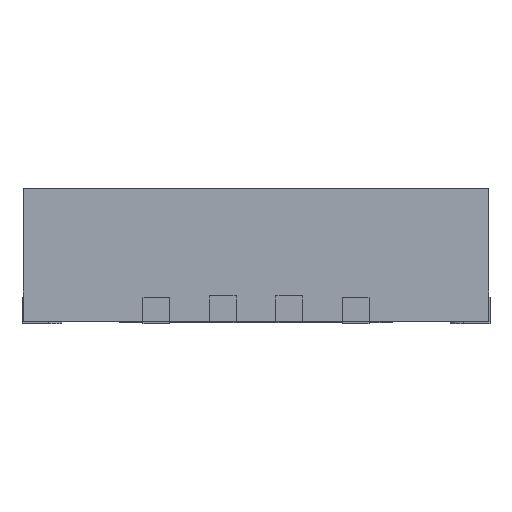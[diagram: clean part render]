
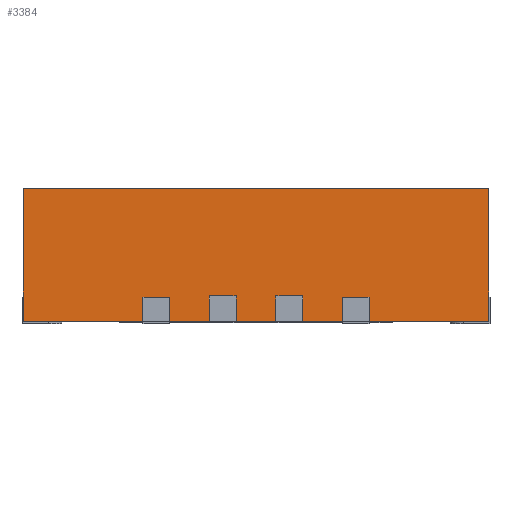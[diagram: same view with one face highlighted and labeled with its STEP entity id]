
A CAD part, left-side view. The second image highlights one B-rep face of the part: STEP entity #3384.
In plain terms, the highlighted planar face has unit normal (-1, 0, 0).
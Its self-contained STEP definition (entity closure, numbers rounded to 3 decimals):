
#1055 = ORIENTED_EDGE ( 'NONE', *, *, #6726, .F. ) ;
#1914 = EDGE_CURVE ( 'NONE', #23180, #11756, #1946, .T. ) ;
#1946 = LINE ( 'NONE', #23040, #12053 ) ;
#2482 = LINE ( 'NONE', #17634, #4978 ) ;
#3384 = ADVANCED_FACE ( 'NONE', ( #15996 ), #13652, .F. ) ;
#3880 = DIRECTION ( 'NONE',  ( 0., -1., 0. ) ) ;
#4047 = DIRECTION ( 'NONE',  ( 0., 0., -1. ) ) ;
#4098 = EDGE_CURVE ( 'NONE', #23180, #14048, #24496, .T. ) ;
#4325 = CARTESIAN_POINT ( 'NONE',  ( -1.75, 1.75, 0. ) ) ;
#4978 = VECTOR ( 'NONE', #15737, 1000. ) ;
#5471 = ORIENTED_EDGE ( 'NONE', *, *, #4098, .F. ) ;
#6726 = EDGE_CURVE ( 'NONE', #14048, #11620, #2482, .T. ) ;
#6893 = EDGE_LOOP ( 'NONE', ( #10803, #1055, #5471, #13363 ) ) ;
#7520 = LINE ( 'NONE', #17072, #11881 ) ;
#9560 = CARTESIAN_POINT ( 'NONE',  ( -1.75, -1.75, 0. ) ) ;
#10803 = ORIENTED_EDGE ( 'NONE', *, *, #21175, .T. ) ;
#11620 = VERTEX_POINT ( 'NONE', #9560 ) ;
#11756 = VERTEX_POINT ( 'NONE', #4325 ) ;
#11881 = VECTOR ( 'NONE', #18821, 1000. ) ;
#12053 = VECTOR ( 'NONE', #4047, 1000. ) ;
#13363 = ORIENTED_EDGE ( 'NONE', *, *, #1914, .T. ) ;
#13652 = PLANE ( 'NONE',  #19816 ) ;
#14048 = VERTEX_POINT ( 'NONE', #20459 ) ;
#14138 = DIRECTION ( 'NONE',  ( 0., 0., -1. ) ) ;
#15737 = DIRECTION ( 'NONE',  ( 0., 0., -1. ) ) ;
#15996 = FACE_OUTER_BOUND ( 'NONE', #6893, .T. ) ;
#17072 = CARTESIAN_POINT ( 'NONE',  ( -1.75, -1.75, 0. ) ) ;
#17434 = VECTOR ( 'NONE', #3880, 1000. ) ;
#17634 = CARTESIAN_POINT ( 'NONE',  ( -1.75, -1.75, 1. ) ) ;
#17635 = CARTESIAN_POINT ( 'NONE',  ( -1.75, -1.75, 1. ) ) ;
#18821 = DIRECTION ( 'NONE',  ( 0., -1., 0. ) ) ;
#19816 = AXIS2_PLACEMENT_3D ( 'NONE', #17635, #23441, #14138 ) ;
#20459 = CARTESIAN_POINT ( 'NONE',  ( -1.75, -1.75, 1. ) ) ;
#20669 = CARTESIAN_POINT ( 'NONE',  ( -1.75, -1.75, 1. ) ) ;
#21175 = EDGE_CURVE ( 'NONE', #11756, #11620, #7520, .T. ) ;
#23040 = CARTESIAN_POINT ( 'NONE',  ( -1.75, 1.75, 1. ) ) ;
#23180 = VERTEX_POINT ( 'NONE', #23948 ) ;
#23441 = DIRECTION ( 'NONE',  ( 1., 0., 0. ) ) ;
#23948 = CARTESIAN_POINT ( 'NONE',  ( -1.75, 1.75, 1. ) ) ;
#24496 = LINE ( 'NONE', #20669, #17434 ) ;
